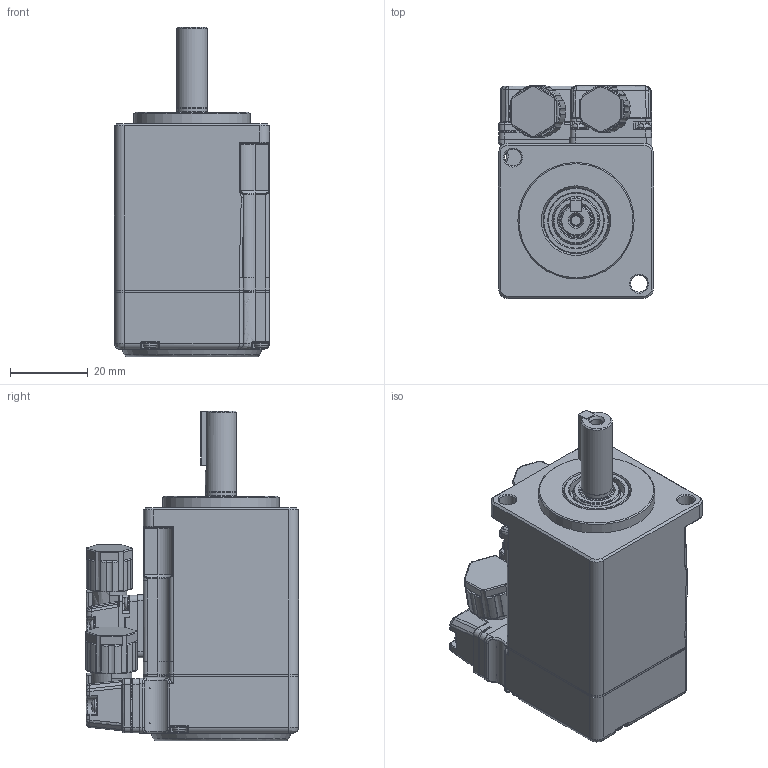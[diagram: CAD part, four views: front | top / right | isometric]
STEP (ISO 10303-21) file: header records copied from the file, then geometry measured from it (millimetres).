
FILE_DESCRIPTION( ('This file contains a STEP AP42 implementation' ,'as created by ZW3D STEP Interface translator.') ,'2;1' );
FILE_NAME( 'MA005A-N2C.stp' ,'221117.141537', (''), ('ZWCAD Software Co.'), 'Version 1.0', 'ZW3D to STEP translator', '' );
FILE_SCHEMA(('AUTOMOTIVE_DESIGN { 1 0 10303 214 1 1 1 1 }'));
Length unit declared in the file: millimetre
Products named in the file (1): 0
Bounding box: 40 x 54.95 x 85.1 mm (x, y, z)
Volume: 103555.3 mm3; surface area: 18828.8 mm2
Topology: 1 solids, 1 shells, 1818 faces, 4491 edges, 2744 vertices
Faces by surface type: bspline 813, plane 594, cylinder 252, sphere 71, cone 70, torus 18
Full cylindrical faces by diameter (mm): 2.5 x11, 3 x11, 3.1 x1, 3.5 x4, 4.3 x6, 7.8 x1, 8 x1, 8.9 x1, 11.8 x2, 14.2 x1, 17 x1, 30 x1
Entity records: 86710 total; most frequent: CARTESIAN_POINT 46190, ORIENTED_EDGE 8982, DIRECTION 6885, EDGE_CURVE 4491, VERTEX_POINT 2744, AXIS2_PLACEMENT_3D 2489, VECTOR 1907, LINE 1907
